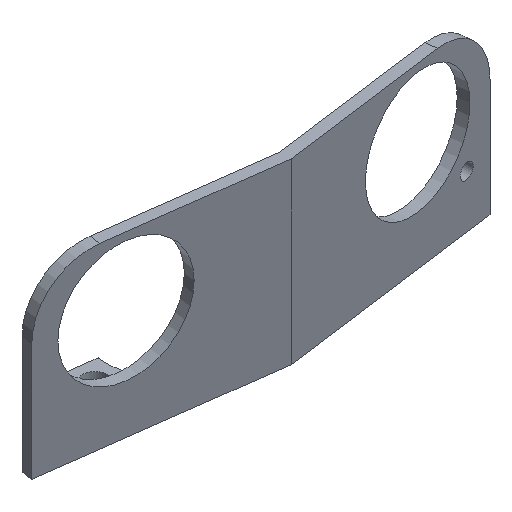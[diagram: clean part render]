
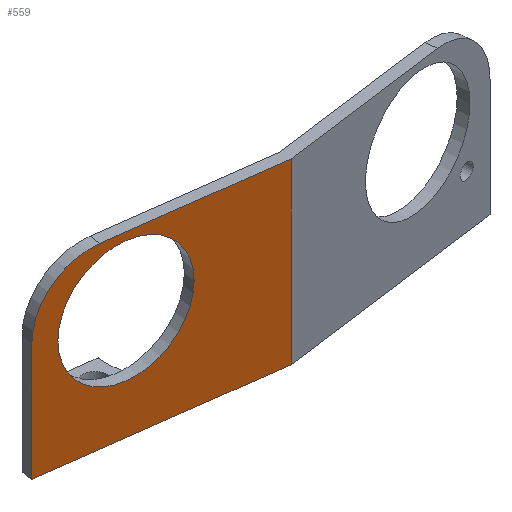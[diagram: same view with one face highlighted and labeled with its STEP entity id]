
A CAD part, isometric view. The second image highlights one B-rep face of the part: STEP entity #559.
In plain terms, the highlighted planar face has unit normal (-0.131, -0.991, 0).
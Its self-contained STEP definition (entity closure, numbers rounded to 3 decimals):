
#20=FACE_BOUND('',#89,.T.);
#31=PLANE('',#632);
#56=FACE_OUTER_BOUND('',#88,.T.);
#88=EDGE_LOOP('',(#457,#458,#459,#460,#461));
#89=EDGE_LOOP('',(#462));
#136=LINE('',#922,#189);
#140=LINE('',#931,#193);
#142=LINE('',#938,#195);
#143=LINE('',#939,#196);
#189=VECTOR('',#752,10.);
#193=VECTOR('',#760,10.);
#195=VECTOR('',#768,10.);
#196=VECTOR('',#769,10.);
#236=CIRCLE('',#631,8.);
#237=CIRCLE('',#633,8.);
#281=VERTEX_POINT('',#919);
#282=VERTEX_POINT('',#921);
#285=VERTEX_POINT('',#929);
#286=VERTEX_POINT('',#933);
#287=VERTEX_POINT('',#937);
#288=VERTEX_POINT('',#940);
#348=EDGE_CURVE('',#282,#281,#136,.T.);
#353=EDGE_CURVE('',#285,#281,#140,.T.);
#354=EDGE_CURVE('',#286,#285,#236,.T.);
#356=EDGE_CURVE('',#287,#286,#142,.T.);
#357=EDGE_CURVE('',#287,#282,#143,.T.);
#358=EDGE_CURVE('',#288,#288,#237,.T.);
#457=ORIENTED_EDGE('',*,*,#354,.F.);
#458=ORIENTED_EDGE('',*,*,#356,.F.);
#459=ORIENTED_EDGE('',*,*,#357,.T.);
#460=ORIENTED_EDGE('',*,*,#348,.T.);
#461=ORIENTED_EDGE('',*,*,#353,.F.);
#462=ORIENTED_EDGE('',*,*,#358,.T.);
#559=ADVANCED_FACE('',(#56,#20),#31,.T.);
#631=AXIS2_PLACEMENT_3D('',#934,#763,#764);
#632=AXIS2_PLACEMENT_3D('',#936,#766,#767);
#633=AXIS2_PLACEMENT_3D('',#941,#770,#771);
#752=DIRECTION('',(0.,0.,1.));
#760=DIRECTION('',(0.991,-0.131,0.));
#763=DIRECTION('center_axis',(0.131,0.991,0.));
#764=DIRECTION('ref_axis',(-0.701,0.092,0.707));
#766=DIRECTION('center_axis',(-0.131,-0.991,0.));
#767=DIRECTION('ref_axis',(0.991,-0.131,0.));
#768=DIRECTION('',(0.,0.,1.));
#769=DIRECTION('',(0.991,-0.131,0.));
#770=DIRECTION('center_axis',(0.131,0.991,0.));
#771=DIRECTION('ref_axis',(-0.991,0.131,0.));
#919=CARTESIAN_POINT('',(0.,-4.513,23.5));
#921=CARTESIAN_POINT('',(0.,-4.513,0.));
#922=CARTESIAN_POINT('',(0.,-4.513,0.));
#929=CARTESIAN_POINT('',(-22.264,-1.582,23.5));
#931=CARTESIAN_POINT('',(-30.196,-0.538,23.5));
#933=CARTESIAN_POINT('',(-30.196,-0.538,15.5));
#934=CARTESIAN_POINT('Origin',(-22.264,-1.582,15.5));
#936=CARTESIAN_POINT('Origin',(-30.196,-0.538,0.));
#937=CARTESIAN_POINT('',(-30.196,-0.538,0.));
#938=CARTESIAN_POINT('',(-30.196,-0.538,0.));
#939=CARTESIAN_POINT('',(-30.196,-0.538,0.));
#940=CARTESIAN_POINT('',(-11.292,-3.026,14.5));
#941=CARTESIAN_POINT('Origin',(-19.223,-1.982,14.5));
